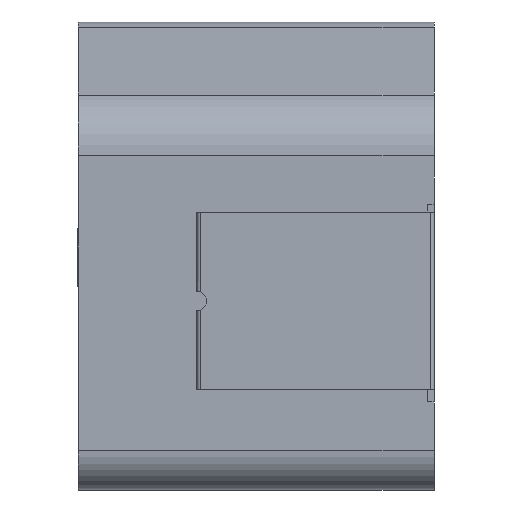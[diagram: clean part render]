
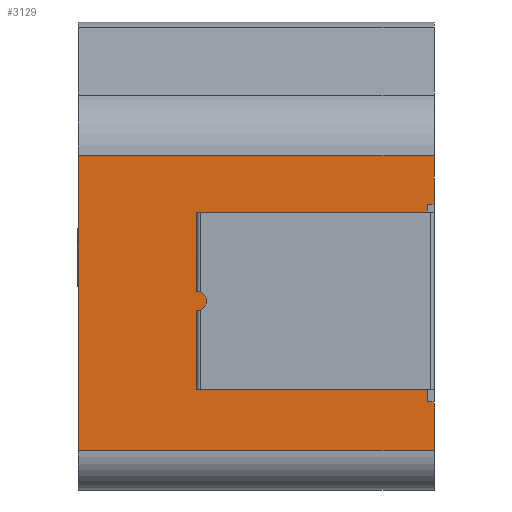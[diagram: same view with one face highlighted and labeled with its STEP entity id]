
A CAD part, left-side view. The second image highlights one B-rep face of the part: STEP entity #3129.
In plain terms, the highlighted planar face has unit normal (-1, 0, 0).
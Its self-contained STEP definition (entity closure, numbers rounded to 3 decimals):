
#11 = ORIENTED_EDGE ( 'NONE', *, *, #2491, .F. ) ;
#26 = LINE ( 'NONE', #3457, #3874 ) ;
#44 = DIRECTION ( 'NONE',  ( 0., -1., 0. ) ) ;
#45 = EDGE_CURVE ( 'NONE', #262, #2975, #4790, .T. ) ;
#110 = EDGE_LOOP ( 'NONE', ( #1251, #1806, #1474, #702 ) ) ;
#115 = VERTEX_POINT ( 'NONE', #998 ) ;
#117 = VERTEX_POINT ( 'NONE', #3969 ) ;
#119 = DIRECTION ( 'NONE',  ( 0., 0., -1. ) ) ;
#141 = CARTESIAN_POINT ( 'NONE',  ( -1.341, 3.6, -2.56 ) ) ;
#169 = DIRECTION ( 'NONE',  ( 0., 0., 1. ) ) ;
#170 = DIRECTION ( 'NONE',  ( 0., 0., -1. ) ) ;
#172 = EDGE_CURVE ( 'NONE', #4138, #814, #2755, .T. ) ;
#174 = CARTESIAN_POINT ( 'NONE',  ( -1.341, 3.6, -5.26 ) ) ;
#195 = VECTOR ( 'NONE', #593, 1000. ) ;
#227 = CARTESIAN_POINT ( 'NONE',  ( -1.341, 0., -5.442 ) ) ;
#255 = EDGE_LOOP ( 'NONE', ( #1228, #3505, #3799, #3049, #3305, #11, #4688, #3737, #3752, #2396 ) ) ;
#262 = VERTEX_POINT ( 'NONE', #3292 ) ;
#291 = EDGE_CURVE ( 'NONE', #4342, #2521, #1361, .T. ) ;
#371 = LINE ( 'NONE', #2170, #843 ) ;
#422 = EDGE_CURVE ( 'NONE', #2975, #115, #549, .T. ) ;
#506 = VECTOR ( 'NONE', #119, 1000. ) ;
#521 = CARTESIAN_POINT ( 'NONE',  ( -1.341, 3.5, -2.56 ) ) ;
#549 = LINE ( 'NONE', #568, #195 ) ;
#566 = LINE ( 'NONE', #2305, #506 ) ;
#568 = CARTESIAN_POINT ( 'NONE',  ( -1.341, 3.6, -5.26 ) ) ;
#593 = DIRECTION ( 'NONE',  ( 0., 0., 1. ) ) ;
#607 = VECTOR ( 'NONE', #4639, 1000. ) ;
#623 = LINE ( 'NONE', #2828, #3804 ) ;
#642 = AXIS2_PLACEMENT_3D ( 'NONE', #4289, #3648, #1034 ) ;
#702 = ORIENTED_EDGE ( 'NONE', *, *, #2443, .F. ) ;
#709 = DIRECTION ( 'NONE',  ( 0., 0., 1. ) ) ;
#741 = AXIS2_PLACEMENT_3D ( 'NONE', #2090, #3608, #1349 ) ;
#814 = VERTEX_POINT ( 'NONE', #4106 ) ;
#827 = DIRECTION ( 'NONE',  ( 0., 0., -1. ) ) ;
#843 = VECTOR ( 'NONE', #709, 1000. ) ;
#856 = CARTESIAN_POINT ( 'NONE',  ( -1.341, 3.5, -5.26 ) ) ;
#866 = FACE_BOUND ( 'NONE', #2290, .T. ) ;
#867 = CARTESIAN_POINT ( 'NONE',  ( -1.341, 0., -1.707 ) ) ;
#889 = DIRECTION ( 'NONE',  ( 1., 0., 0. ) ) ;
#952 = CIRCLE ( 'NONE', #642, 0.15 ) ;
#982 = VECTOR ( 'NONE', #4209, 1000. ) ;
#998 = CARTESIAN_POINT ( 'NONE',  ( -1.341, 3.6, -4.06 ) ) ;
#1034 = DIRECTION ( 'NONE',  ( 0., 0., 1. ) ) ;
#1040 = ORIENTED_EDGE ( 'NONE', *, *, #422, .T. ) ;
#1087 = DIRECTION ( 'NONE',  ( 0., 0., -1. ) ) ;
#1096 = CARTESIAN_POINT ( 'NONE',  ( -1.341, 0.1, -2.442 ) ) ;
#1166 = CARTESIAN_POINT ( 'NONE',  ( -1.341, 0.1, -5.442 ) ) ;
#1228 = ORIENTED_EDGE ( 'NONE', *, *, #3066, .T. ) ;
#1238 = VERTEX_POINT ( 'NONE', #2608 ) ;
#1242 = VECTOR ( 'NONE', #4291, 1000. ) ;
#1251 = ORIENTED_EDGE ( 'NONE', *, *, #2658, .F. ) ;
#1297 = CARTESIAN_POINT ( 'NONE',  ( -1.341, 3.6, -3.91 ) ) ;
#1349 = DIRECTION ( 'NONE',  ( 0., 0., 1. ) ) ;
#1361 = LINE ( 'NONE', #1166, #4564 ) ;
#1403 = EDGE_CURVE ( 'NONE', #2322, #3982, #952, .T. ) ;
#1474 = ORIENTED_EDGE ( 'NONE', *, *, #3467, .T. ) ;
#1549 = DIRECTION ( 'NONE',  ( 0., 1., 0. ) ) ;
#1569 = CARTESIAN_POINT ( 'NONE',  ( -1.341, 0.1, -5.26 ) ) ;
#1586 = EDGE_CURVE ( 'NONE', #2382, #4342, #3809, .T. ) ;
#1666 = VECTOR ( 'NONE', #1087, 1000. ) ;
#1698 = VERTEX_POINT ( 'NONE', #1846 ) ;
#1751 = CARTESIAN_POINT ( 'NONE',  ( -1.341, 0., -2.442 ) ) ;
#1763 = DIRECTION ( 'NONE',  ( 0., -1., 0. ) ) ;
#1806 = ORIENTED_EDGE ( 'NONE', *, *, #1403, .F. ) ;
#1844 = DIRECTION ( 'NONE',  ( 0., -1., 0. ) ) ;
#1846 = CARTESIAN_POINT ( 'NONE',  ( -1.341, 0.1, -2.442 ) ) ;
#1865 = EDGE_CURVE ( 'NONE', #814, #2753, #3269, .T. ) ;
#1971 = AXIS2_PLACEMENT_3D ( 'NONE', #1297, #889, #169 ) ;
#1980 = VERTEX_POINT ( 'NONE', #3188 ) ;
#1995 = VERTEX_POINT ( 'NONE', #1751 ) ;
#2090 = CARTESIAN_POINT ( 'NONE',  ( -1.341, 5.4, -1.042 ) ) ;
#2142 = EDGE_CURVE ( 'NONE', #262, #1980, #371, .T. ) ;
#2170 = CARTESIAN_POINT ( 'NONE',  ( -1.341, 3.5, -5.26 ) ) ;
#2194 = FACE_BOUND ( 'NONE', #110, .T. ) ;
#2245 = CARTESIAN_POINT ( 'NONE',  ( -1.341, 3.5, -3.798 ) ) ;
#2290 = EDGE_LOOP ( 'NONE', ( #3858, #3076, #3100, #1040 ) ) ;
#2305 = CARTESIAN_POINT ( 'NONE',  ( -1.341, 0., -1.042 ) ) ;
#2306 = EDGE_CURVE ( 'NONE', #2753, #4633, #2939, .T. ) ;
#2322 = VERTEX_POINT ( 'NONE', #4826 ) ;
#2382 = VERTEX_POINT ( 'NONE', #1569 ) ;
#2396 = ORIENTED_EDGE ( 'NONE', *, *, #4187, .F. ) ;
#2414 = CARTESIAN_POINT ( 'NONE',  ( -1.341, 0., -1.042 ) ) ;
#2416 = VECTOR ( 'NONE', #2783, 1000. ) ;
#2443 = EDGE_CURVE ( 'NONE', #1238, #2988, #2531, .T. ) ;
#2454 = DIRECTION ( 'NONE',  ( 0., 0., 1. ) ) ;
#2491 = EDGE_CURVE ( 'NONE', #2521, #4633, #4699, .T. ) ;
#2521 = VERTEX_POINT ( 'NONE', #227 ) ;
#2531 = LINE ( 'NONE', #521, #982 ) ;
#2608 = CARTESIAN_POINT ( 'NONE',  ( -1.341, 3.5, -2.56 ) ) ;
#2618 = CARTESIAN_POINT ( 'NONE',  ( -1.341, 5.4, -6.177 ) ) ;
#2658 = EDGE_CURVE ( 'NONE', #3982, #1238, #2995, .T. ) ;
#2753 = VERTEX_POINT ( 'NONE', #3758 ) ;
#2755 = LINE ( 'NONE', #3003, #4505 ) ;
#2774 = VECTOR ( 'NONE', #1844, 1000. ) ;
#2783 = DIRECTION ( 'NONE',  ( 0., 0., -1. ) ) ;
#2808 = EDGE_CURVE ( 'NONE', #4138, #1995, #566, .T. ) ;
#2828 = CARTESIAN_POINT ( 'NONE',  ( -1.341, 0.1, -2.442 ) ) ;
#2835 = EDGE_CURVE ( 'NONE', #117, #2382, #26, .T. ) ;
#2848 = PLANE ( 'NONE',  #741 ) ;
#2939 = LINE ( 'NONE', #2618, #2774 ) ;
#2975 = VERTEX_POINT ( 'NONE', #174 ) ;
#2988 = VERTEX_POINT ( 'NONE', #141 ) ;
#2995 = LINE ( 'NONE', #3555, #4238 ) ;
#3003 = CARTESIAN_POINT ( 'NONE',  ( -1.341, 5.4, -1.707 ) ) ;
#3049 = ORIENTED_EDGE ( 'NONE', *, *, #1865, .T. ) ;
#3066 = EDGE_CURVE ( 'NONE', #1698, #1995, #623, .T. ) ;
#3076 = ORIENTED_EDGE ( 'NONE', *, *, #2142, .F. ) ;
#3100 = ORIENTED_EDGE ( 'NONE', *, *, #45, .T. ) ;
#3129 = ADVANCED_FACE ( 'NONE', ( #2194, #866, #4243 ), #2848, .T. ) ;
#3188 = CARTESIAN_POINT ( 'NONE',  ( -1.341, 3.5, -4.022 ) ) ;
#3269 = LINE ( 'NONE', #3886, #2416 ) ;
#3292 = CARTESIAN_POINT ( 'NONE',  ( -1.341, 3.5, -5.26 ) ) ;
#3305 = ORIENTED_EDGE ( 'NONE', *, *, #2306, .T. ) ;
#3376 = VECTOR ( 'NONE', #1549, 1000. ) ;
#3457 = CARTESIAN_POINT ( 'NONE',  ( -1.341, 0.1, -2.442 ) ) ;
#3467 = EDGE_CURVE ( 'NONE', #2322, #2988, #3676, .T. ) ;
#3505 = ORIENTED_EDGE ( 'NONE', *, *, #2808, .F. ) ;
#3555 = CARTESIAN_POINT ( 'NONE',  ( -1.341, 3.5, -5.26 ) ) ;
#3608 = DIRECTION ( 'NONE',  ( -1., 0., 0. ) ) ;
#3648 = DIRECTION ( 'NONE',  ( 1., 0., 0. ) ) ;
#3676 = LINE ( 'NONE', #3889, #1242 ) ;
#3737 = ORIENTED_EDGE ( 'NONE', *, *, #1586, .F. ) ;
#3738 = CARTESIAN_POINT ( 'NONE',  ( -1.341, 0., -6.177 ) ) ;
#3752 = ORIENTED_EDGE ( 'NONE', *, *, #2835, .F. ) ;
#3758 = CARTESIAN_POINT ( 'NONE',  ( -1.341, 5.4, -6.177 ) ) ;
#3799 = ORIENTED_EDGE ( 'NONE', *, *, #172, .T. ) ;
#3804 = VECTOR ( 'NONE', #1763, 1000. ) ;
#3809 = LINE ( 'NONE', #1096, #1666 ) ;
#3858 = ORIENTED_EDGE ( 'NONE', *, *, #4678, .F. ) ;
#3874 = VECTOR ( 'NONE', #827, 1000. ) ;
#3886 = CARTESIAN_POINT ( 'NONE',  ( -1.341, 5.4, -1.042 ) ) ;
#3889 = CARTESIAN_POINT ( 'NONE',  ( -1.341, 3.6, -5.26 ) ) ;
#3895 = CARTESIAN_POINT ( 'NONE',  ( -1.341, 0.1, -2.442 ) ) ;
#3900 = CIRCLE ( 'NONE', #1971, 0.15 ) ;
#3913 = LINE ( 'NONE', #3895, #607 ) ;
#3969 = CARTESIAN_POINT ( 'NONE',  ( -1.341, 0.1, -2.56 ) ) ;
#3982 = VERTEX_POINT ( 'NONE', #2245 ) ;
#4106 = CARTESIAN_POINT ( 'NONE',  ( -1.341, 5.4, -1.707 ) ) ;
#4138 = VERTEX_POINT ( 'NONE', #867 ) ;
#4187 = EDGE_CURVE ( 'NONE', #1698, #117, #3913, .T. ) ;
#4209 = DIRECTION ( 'NONE',  ( 0., 1., 0. ) ) ;
#4238 = VECTOR ( 'NONE', #2454, 1000. ) ;
#4243 = FACE_OUTER_BOUND ( 'NONE', #255, .T. ) ;
#4289 = CARTESIAN_POINT ( 'NONE',  ( -1.341, 3.6, -3.91 ) ) ;
#4291 = DIRECTION ( 'NONE',  ( 0., 0., 1. ) ) ;
#4342 = VERTEX_POINT ( 'NONE', #4724 ) ;
#4505 = VECTOR ( 'NONE', #4516, 1000. ) ;
#4516 = DIRECTION ( 'NONE',  ( 0., 1., 0. ) ) ;
#4564 = VECTOR ( 'NONE', #44, 1000. ) ;
#4633 = VERTEX_POINT ( 'NONE', #3738 ) ;
#4639 = DIRECTION ( 'NONE',  ( 0., 0., -1. ) ) ;
#4678 = EDGE_CURVE ( 'NONE', #1980, #115, #3900, .T. ) ;
#4688 = ORIENTED_EDGE ( 'NONE', *, *, #291, .F. ) ;
#4699 = LINE ( 'NONE', #2414, #4801 ) ;
#4724 = CARTESIAN_POINT ( 'NONE',  ( -1.341, 0.1, -5.442 ) ) ;
#4790 = LINE ( 'NONE', #856, #3376 ) ;
#4801 = VECTOR ( 'NONE', #170, 1000. ) ;
#4826 = CARTESIAN_POINT ( 'NONE',  ( -1.341, 3.6, -3.76 ) ) ;
